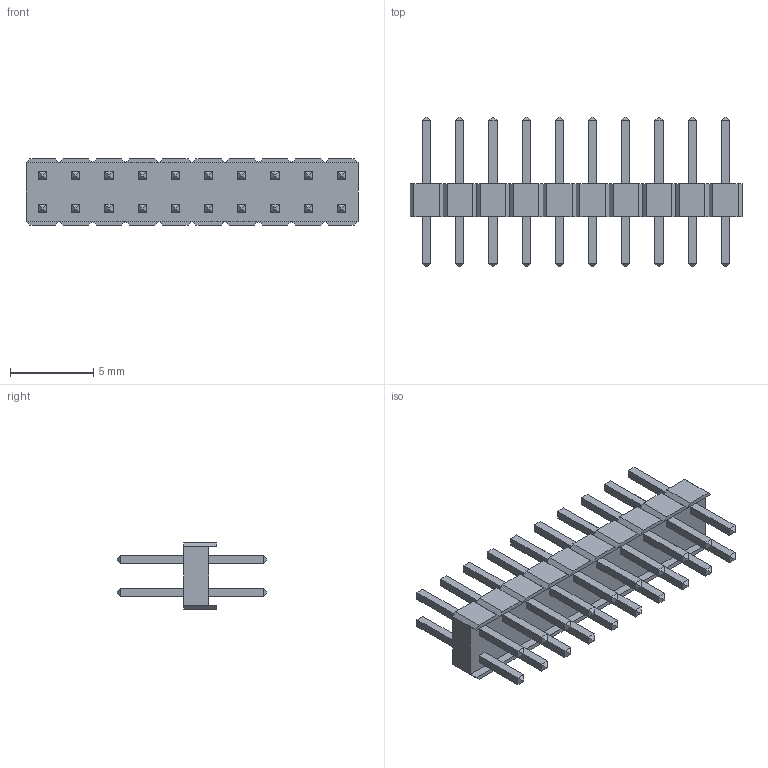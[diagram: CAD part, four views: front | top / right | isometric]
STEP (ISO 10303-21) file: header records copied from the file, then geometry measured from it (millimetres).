
FILE_DESCRIPTION(/* description */ ('STEP AP214'),/* implementation_level */ '2;1');
FILE_NAME(/* name */ 'BF050-20-A-B-0400-0300-L-G',/* time_stamp */ '2023-03-12T03:58:20+01:00',/* author */ ('License CC BY-ND 4.0'),/* organization */ ('CADENAS'),/* preprocessor_version */ 'ST-DEVELOPER v19.3',/* originating_system */ 'PARTsolutions',/* authorisation */ ' ');
FILE_SCHEMA (('AUTOMOTIVE_DESIGN {1 0 10303 214 3 1 1}'));
Length unit declared in the file: millimetre
Products named in the file (3): BF050-20-A-B-0400-0300-L-G; BF050-20-A-B-0400-0300-L-G_P; BF050-20-A-B-0400-0300-L-G_H
Assembly tree (21 placements, depth 2):
  BF050-20-A-B-0400-0300-L-G
    BF050-20-A-B-0400-0300-L-G_P  x20
    BF050-20-A-B-0400-0300-L-G_H
Bounding box: 20 x 9 x 4 mm (x, y, z)
Volume: 159 mm3; surface area: 684.2 mm2
Topology: 21 solids, 21 shells, 428 faces, 998 edges, 612 vertices
Faces by surface type: plane 428
Entity records: 5494 total; most frequent: CARTESIAN_POINT 958, ORIENTED_EDGE 932, DIRECTION 834, EDGE_CURVE 466, LINE 466, VECTOR 466, VERTEX_POINT 308, EDGE_LOOP 202
